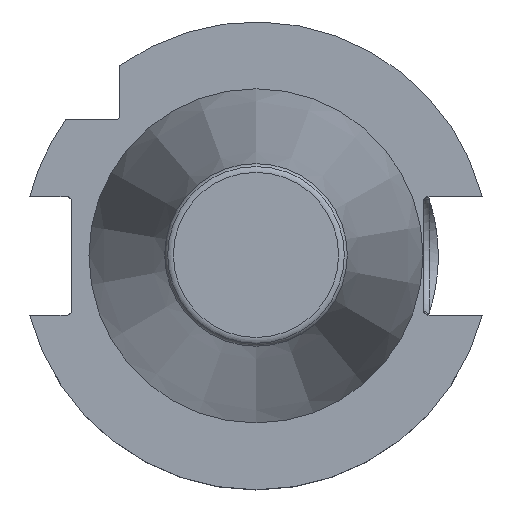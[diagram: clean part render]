
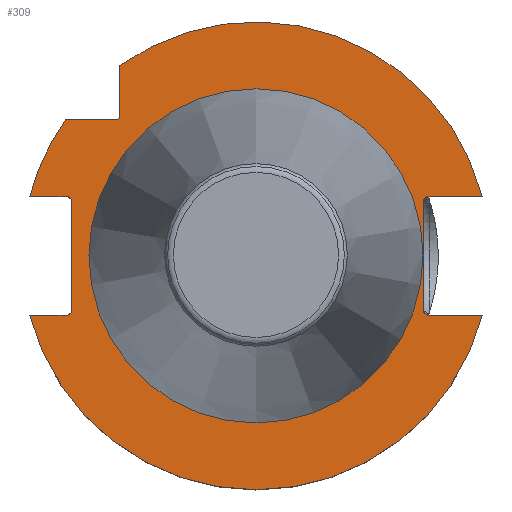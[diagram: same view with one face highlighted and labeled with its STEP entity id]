
A CAD part, top view. The second image highlights one B-rep face of the part: STEP entity #309.
In plain terms, the highlighted planar face has unit normal (0, 0, 1).
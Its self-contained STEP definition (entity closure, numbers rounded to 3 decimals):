
#192=LINE('',#1672,#250);
#193=LINE('',#1677,#251);
#194=LINE('',#1681,#252);
#195=LINE('',#1685,#253);
#196=LINE('',#1689,#254);
#197=LINE('',#1693,#255);
#198=LINE('',#1697,#256);
#199=LINE('',#1701,#257);
#250=VECTOR('',#1352,1.);
#251=VECTOR('',#1355,1.);
#252=VECTOR('',#1358,1.);
#253=VECTOR('',#1361,1.);
#254=VECTOR('',#1364,1.);
#255=VECTOR('',#1367,1.);
#256=VECTOR('',#1370,1.);
#257=VECTOR('',#1373,1.);
#309=ADVANCED_FACE('',(#399,#400),#378,.F.);
#378=PLANE('',#1222);
#399=FACE_BOUND('',#427,.T.);
#400=FACE_BOUND('',#428,.T.);
#427=EDGE_LOOP('',(#510,#511,#512,#513,#514,#515,#516,#517,#518,#519,#520,
#521,#522,#523,#524,#525));
#428=EDGE_LOOP('',(#526));
#510=ORIENTED_EDGE('',*,*,#952,.F.);
#511=ORIENTED_EDGE('',*,*,#953,.F.);
#512=ORIENTED_EDGE('',*,*,#954,.F.);
#513=ORIENTED_EDGE('',*,*,#955,.F.);
#514=ORIENTED_EDGE('',*,*,#956,.T.);
#515=ORIENTED_EDGE('',*,*,#957,.F.);
#516=ORIENTED_EDGE('',*,*,#958,.F.);
#517=ORIENTED_EDGE('',*,*,#959,.F.);
#518=ORIENTED_EDGE('',*,*,#960,.T.);
#519=ORIENTED_EDGE('',*,*,#961,.F.);
#520=ORIENTED_EDGE('',*,*,#962,.T.);
#521=ORIENTED_EDGE('',*,*,#963,.F.);
#522=ORIENTED_EDGE('',*,*,#964,.F.);
#523=ORIENTED_EDGE('',*,*,#965,.F.);
#524=ORIENTED_EDGE('',*,*,#966,.T.);
#525=ORIENTED_EDGE('',*,*,#967,.F.);
#526=ORIENTED_EDGE('',*,*,#968,.T.);
#840=VERTEX_POINT('',#1673);
#841=VERTEX_POINT('',#1674);
#842=VERTEX_POINT('',#1676);
#843=VERTEX_POINT('',#1678);
#844=VERTEX_POINT('',#1680);
#845=VERTEX_POINT('',#1682);
#846=VERTEX_POINT('',#1684);
#847=VERTEX_POINT('',#1686);
#848=VERTEX_POINT('',#1688);
#849=VERTEX_POINT('',#1690);
#850=VERTEX_POINT('',#1692);
#851=VERTEX_POINT('',#1694);
#852=VERTEX_POINT('',#1696);
#853=VERTEX_POINT('',#1698);
#854=VERTEX_POINT('',#1700);
#855=VERTEX_POINT('',#1702);
#856=VERTEX_POINT('',#1705);
#952=EDGE_CURVE('',#840,#841,#192,.T.);
#953=EDGE_CURVE('',#842,#840,#1117,.T.);
#954=EDGE_CURVE('',#843,#842,#193,.T.);
#955=EDGE_CURVE('',#844,#843,#1118,.T.);
#956=EDGE_CURVE('',#844,#845,#194,.T.);
#957=EDGE_CURVE('',#846,#845,#1119,.T.);
#958=EDGE_CURVE('',#847,#846,#195,.T.);
#959=EDGE_CURVE('',#848,#847,#1120,.T.);
#960=EDGE_CURVE('',#848,#849,#196,.T.);
#961=EDGE_CURVE('',#850,#849,#1121,.T.);
#962=EDGE_CURVE('',#850,#851,#197,.T.);
#963=EDGE_CURVE('',#852,#851,#1122,.T.);
#964=EDGE_CURVE('',#853,#852,#198,.T.);
#965=EDGE_CURVE('',#854,#853,#1123,.T.);
#966=EDGE_CURVE('',#854,#855,#199,.T.);
#967=EDGE_CURVE('',#841,#855,#1124,.T.);
#968=EDGE_CURVE('',#856,#856,#1125,.T.);
#1117=CIRCLE('',#1213,0.8);
#1118=CIRCLE('',#1214,31.775);
#1119=CIRCLE('',#1215,0.6);
#1120=CIRCLE('',#1216,31.775);
#1121=CIRCLE('',#1217,0.8);
#1122=CIRCLE('',#1218,0.8);
#1123=CIRCLE('',#1219,31.775);
#1124=CIRCLE('',#1220,0.8);
#1125=CIRCLE('',#1221,22.692);
#1213=AXIS2_PLACEMENT_3D('',#1675,#1353,#1354);
#1214=AXIS2_PLACEMENT_3D('',#1679,#1356,#1357);
#1215=AXIS2_PLACEMENT_3D('',#1683,#1359,#1360);
#1216=AXIS2_PLACEMENT_3D('',#1687,#1362,#1363);
#1217=AXIS2_PLACEMENT_3D('',#1691,#1365,#1366);
#1218=AXIS2_PLACEMENT_3D('',#1695,#1368,#1369);
#1219=AXIS2_PLACEMENT_3D('',#1699,#1371,#1372);
#1220=AXIS2_PLACEMENT_3D('',#1703,#1374,#1375);
#1221=AXIS2_PLACEMENT_3D('',#1704,#1376,#1377);
#1222=AXIS2_PLACEMENT_3D('',#1706,#1378,#1379);
#1352=DIRECTION('',(0.,-1.,0.));
#1353=DIRECTION('',(0.,0.,1.));
#1354=DIRECTION('',(0.,1.,0.));
#1355=DIRECTION('',(-1.,0.,0.));
#1356=DIRECTION('',(0.,0.,-1.));
#1357=DIRECTION('',(0.,1.,0.));
#1358=DIRECTION('',(0.,-1.,0.));
#1359=DIRECTION('',(0.,0.,1.));
#1360=DIRECTION('',(0.,-1.,0.));
#1361=DIRECTION('',(1.,0.,0.));
#1362=DIRECTION('',(0.,0.,-1.));
#1363=DIRECTION('',(-0.967,0.253,0.));
#1364=DIRECTION('',(1.,0.,0.));
#1365=DIRECTION('',(0.,0.,1.));
#1366=DIRECTION('',(1.,0.,0.));
#1367=DIRECTION('',(0.,-1.,0.));
#1368=DIRECTION('',(0.,0.,1.));
#1369=DIRECTION('',(0.,-1.,0.));
#1370=DIRECTION('',(1.,0.,0.));
#1371=DIRECTION('',(0.,0.,-1.));
#1372=DIRECTION('',(0.967,-0.253,0.));
#1373=DIRECTION('',(-1.,0.,0.));
#1374=DIRECTION('',(0.,0.,1.));
#1375=DIRECTION('',(-1.,0.,0.));
#1376=DIRECTION('',(0.,0.,-1.));
#1377=DIRECTION('',(-1.,0.,0.));
#1378=DIRECTION('',(0.,0.,-1.));
#1379=DIRECTION('',(0.,-1.,0.));
#1672=CARTESIAN_POINT('',(22.7,7.25,-3.2));
#1673=CARTESIAN_POINT('',(22.7,7.25,-3.2));
#1674=CARTESIAN_POINT('',(22.7,-7.25,-3.2));
#1675=CARTESIAN_POINT('',(23.5,7.25,-3.2));
#1676=CARTESIAN_POINT('',(23.5,8.05,-3.2));
#1677=CARTESIAN_POINT('',(30.738,8.05,-3.2));
#1678=CARTESIAN_POINT('',(30.738,8.05,-3.2));
#1679=CARTESIAN_POINT('',(0.,0.,-3.2));
#1680=CARTESIAN_POINT('',(-18.5,25.834,-3.2));
#1681=CARTESIAN_POINT('',(-18.5,25.834,-3.2));
#1682=CARTESIAN_POINT('',(-18.5,19.1,-3.2));
#1683=CARTESIAN_POINT('',(-19.1,19.1,-3.2));
#1684=CARTESIAN_POINT('',(-19.1,18.5,-3.2));
#1685=CARTESIAN_POINT('',(-25.834,18.5,-3.2));
#1686=CARTESIAN_POINT('',(-25.834,18.5,-3.2));
#1687=CARTESIAN_POINT('',(0.,0.,-3.2));
#1688=CARTESIAN_POINT('',(-30.738,8.05,-3.2));
#1689=CARTESIAN_POINT('',(-30.738,8.05,-3.2));
#1690=CARTESIAN_POINT('',(-25.8,8.05,-3.2));
#1691=CARTESIAN_POINT('',(-25.8,7.25,-3.2));
#1692=CARTESIAN_POINT('',(-25.,7.25,-3.2));
#1693=CARTESIAN_POINT('',(-25.,7.25,-3.2));
#1694=CARTESIAN_POINT('',(-25.,-7.25,-3.2));
#1695=CARTESIAN_POINT('',(-25.8,-7.25,-3.2));
#1696=CARTESIAN_POINT('',(-25.8,-8.05,-3.2));
#1697=CARTESIAN_POINT('',(-30.738,-8.05,-3.2));
#1698=CARTESIAN_POINT('',(-30.738,-8.05,-3.2));
#1699=CARTESIAN_POINT('',(0.,0.,-3.2));
#1700=CARTESIAN_POINT('',(30.738,-8.05,-3.2));
#1701=CARTESIAN_POINT('',(30.738,-8.05,-3.2));
#1702=CARTESIAN_POINT('',(23.5,-8.05,-3.2));
#1703=CARTESIAN_POINT('',(23.5,-7.25,-3.2));
#1704=CARTESIAN_POINT('',(0.,0.,-3.2));
#1705=CARTESIAN_POINT('',(-22.692,0.,-3.2));
#1706=CARTESIAN_POINT('',(0.,22.692,-3.2));
